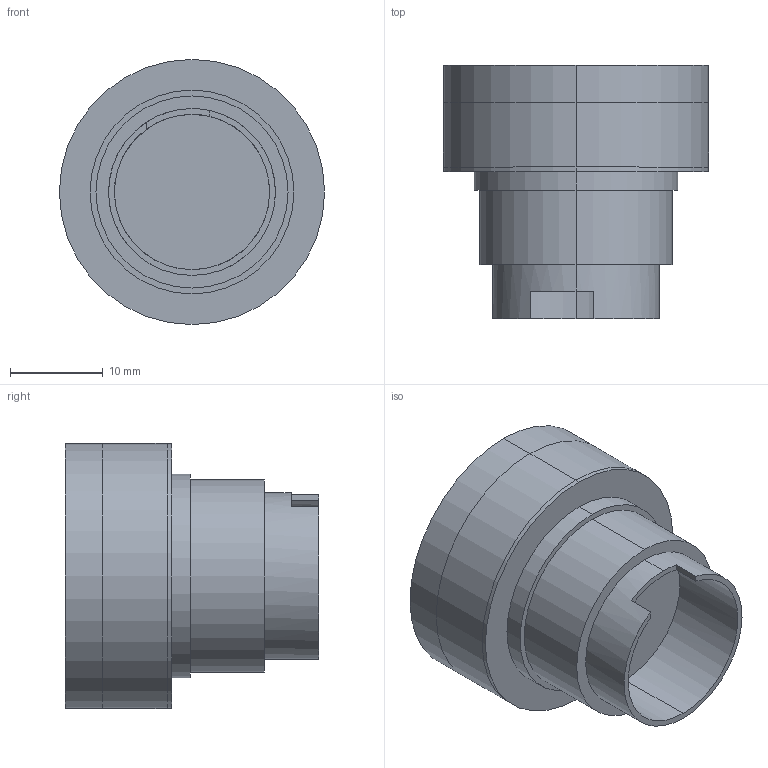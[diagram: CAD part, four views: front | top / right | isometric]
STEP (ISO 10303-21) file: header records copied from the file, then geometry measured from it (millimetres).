
FILE_DESCRIPTION (( 'STEP AP214' ), '1' );
FILE_NAME ('Reset Button [ZB4BW353].STEP', '2019-09-13T14:33:00', ( '' ), ( '' ), 'SwSTEP 2.0', 'SolidWorks 2017', '' );
FILE_SCHEMA (( 'AUTOMOTIVE_DESIGN' ));
Length unit declared in the file: millimetre
Products named in the file (1): Reset Button [ZB4BW353]
Bounding box: 28.6 x 27.36 x 28.6 mm (x, y, z)
Volume: 10374.6 mm3; surface area: 6934.3 mm2
Topology: 4 solids, 4 shells, 33 faces, 66 edges, 44 vertices
Faces by surface type: cylinder 18, plane 15
Entity records: 1132 total; most frequent: DIRECTION 174, CARTESIAN_POINT 144, ORIENTED_EDGE 132, AXIS2_PLACEMENT_3D 74, EDGE_CURVE 66, VERTEX_POINT 44, CIRCLE 40, EDGE_LOOP 38
